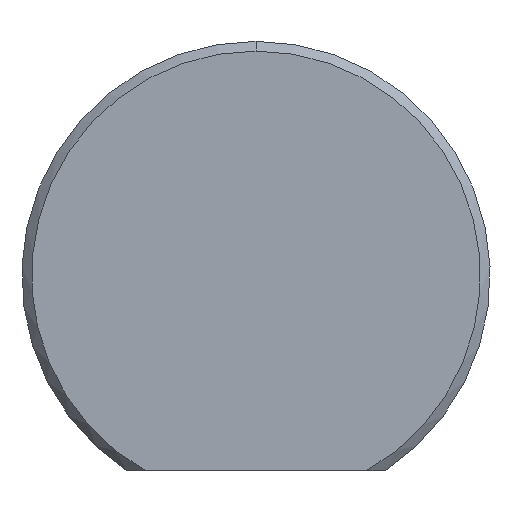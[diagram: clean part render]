
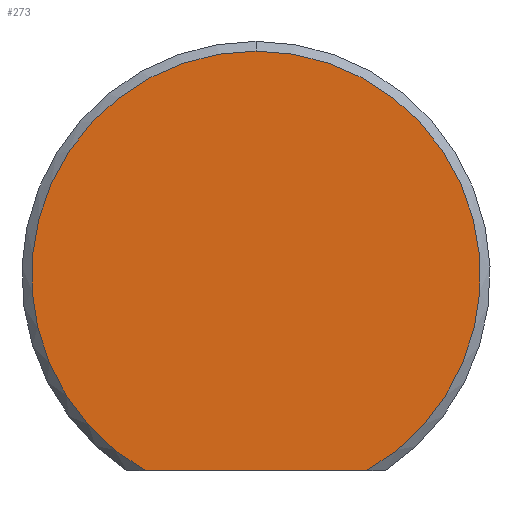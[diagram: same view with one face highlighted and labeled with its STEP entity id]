
A CAD part, front view. The second image highlights one B-rep face of the part: STEP entity #273.
In plain terms, the highlighted planar face has unit normal (0, -1, 0).
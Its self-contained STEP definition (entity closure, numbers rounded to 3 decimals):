
#4 = DIRECTION ( 'NONE',  ( 1., 0., 0. ) ) ;
#21 = CIRCLE ( 'NONE', #123, 2.875 ) ;
#23 = CARTESIAN_POINT ( 'NONE',  ( 0., 0., -2.5 ) ) ;
#25 = CARTESIAN_POINT ( 'NONE',  ( 0., 0., 2.875 ) ) ;
#54 = DIRECTION ( 'NONE',  ( 0., 0., 1. ) ) ;
#60 = ORIENTED_EDGE ( 'NONE', *, *, #258, .T. ) ;
#86 = DIRECTION ( 'NONE',  ( 0., -1., 0. ) ) ;
#94 = VERTEX_POINT ( 'NONE', #210 ) ;
#99 = LINE ( 'NONE', #23, #115 ) ;
#114 = DIRECTION ( 'NONE',  ( 0., 0., 1. ) ) ;
#115 = VECTOR ( 'NONE', #4, 1000. ) ;
#120 = PLANE ( 'NONE',  #130 ) ;
#123 = AXIS2_PLACEMENT_3D ( 'NONE', #266, #139, #54 ) ;
#124 = VERTEX_POINT ( 'NONE', #25 ) ;
#130 = AXIS2_PLACEMENT_3D ( 'NONE', #178, #138, #114 ) ;
#134 = CARTESIAN_POINT ( 'NONE',  ( 1.42, 0., -2.5 ) ) ;
#135 = AXIS2_PLACEMENT_3D ( 'NONE', #159, #86, #219 ) ;
#138 = DIRECTION ( 'NONE',  ( 0., 1., 0. ) ) ;
#139 = DIRECTION ( 'NONE',  ( 0., -1., 0. ) ) ;
#155 = ORIENTED_EDGE ( 'NONE', *, *, #228, .T. ) ;
#159 = CARTESIAN_POINT ( 'NONE',  ( 0., 0., 0. ) ) ;
#176 = CIRCLE ( 'NONE', #135, 2.875 ) ;
#178 = CARTESIAN_POINT ( 'NONE',  ( 0., 0., 0. ) ) ;
#197 = ORIENTED_EDGE ( 'NONE', *, *, #209, .T. ) ;
#209 = EDGE_CURVE ( 'NONE', #124, #94, #176, .T. ) ;
#210 = CARTESIAN_POINT ( 'NONE',  ( -1.42, 0., -2.5 ) ) ;
#219 = DIRECTION ( 'NONE',  ( 0., 0., 1. ) ) ;
#228 = EDGE_CURVE ( 'NONE', #94, #271, #99, .T. ) ;
#255 = EDGE_LOOP ( 'NONE', ( #155, #60, #197 ) ) ;
#257 = FACE_OUTER_BOUND ( 'NONE', #255, .T. ) ;
#258 = EDGE_CURVE ( 'NONE', #271, #124, #21, .T. ) ;
#266 = CARTESIAN_POINT ( 'NONE',  ( 0., 0., 0. ) ) ;
#271 = VERTEX_POINT ( 'NONE', #134 ) ;
#273 = ADVANCED_FACE ( 'NONE', ( #257 ), #120, .F. ) ;
